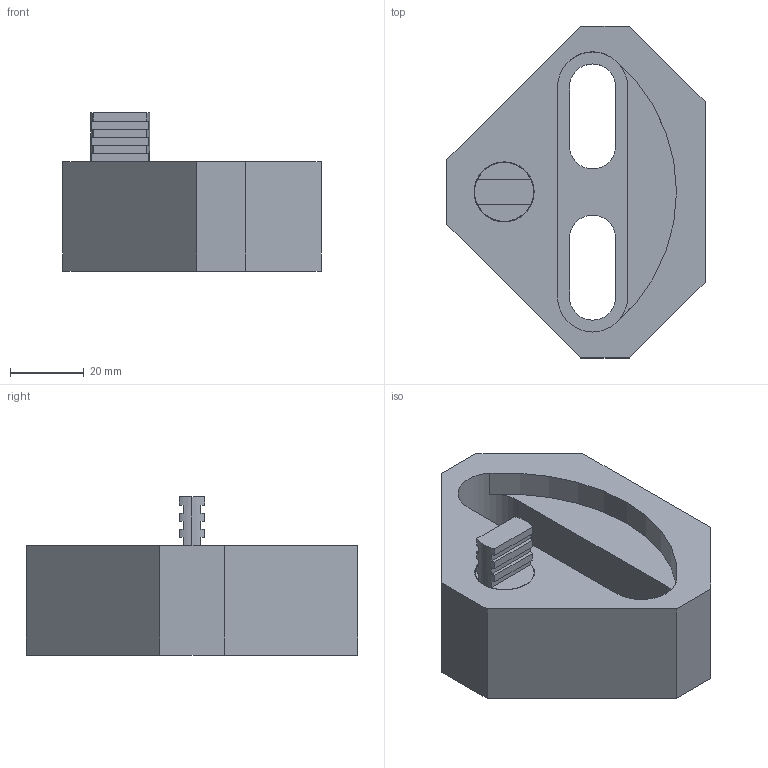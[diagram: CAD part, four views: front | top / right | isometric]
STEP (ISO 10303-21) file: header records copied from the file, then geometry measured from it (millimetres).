
FILE_DESCRIPTION(('STEP AP214'),'1');
FILE_NAME('haldern_eh_23700_0412.stp','2017-06-20T11:32:43',('TraceParts'),('TraceParts S.A.'),'Spatial InterOp 3D',' ',' ');
FILE_SCHEMA(('automotive_design'));
Length unit declared in the file: millimetre
Products named in the file (1): haldern_eh_23700_0412
Bounding box: 70 x 90 x 42.9 mm (x, y, z)
Volume: 97004.6 mm3; surface area: 21763.3 mm2
Topology: 1 solids, 1 shells, 60 faces, 164 edges, 107 vertices
Faces by surface type: plane 43, cylinder 11, cone 6
Entity records: 2408 total; most frequent: DIRECTION 338, CARTESIAN_POINT 330, ORIENTED_EDGE 324, EDGE_CURVE 162, AXIS2_PLACEMENT_3D 115, LINE 108, VECTOR 108, VERTEX_POINT 107
